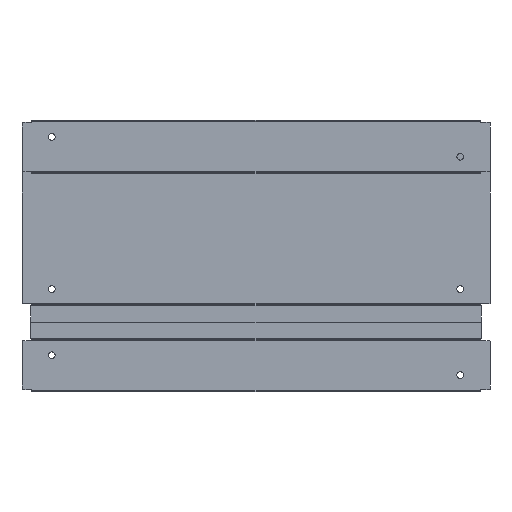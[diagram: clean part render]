
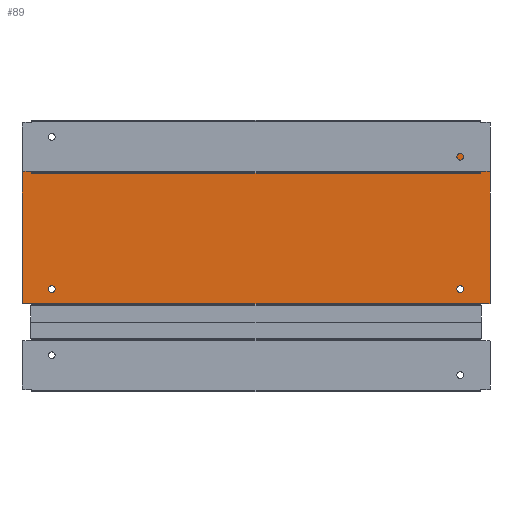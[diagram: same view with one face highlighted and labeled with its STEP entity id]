
A CAD part, front view. The second image highlights one B-rep face of the part: STEP entity #89.
In plain terms, the highlighted planar face has unit normal (0, -1, 0).
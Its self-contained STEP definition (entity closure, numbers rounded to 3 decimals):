
#89=ADVANCED_FACE('',(#213,#214,#215),#216,.F.);
#213=FACE_OUTER_BOUND('',#445,.T.);
#214=FACE_BOUND('',#446,.T.);
#215=FACE_BOUND('',#447,.T.);
#216=PLANE('',#448);
#445=EDGE_LOOP('',(#738,#739,#740,#741,#742,#743,#744,#745));
#446=EDGE_LOOP('',(#746,#747));
#447=EDGE_LOOP('',(#748,#749));
#448=AXIS2_PLACEMENT_3D('',#750,#751,#752);
#738=ORIENTED_EDGE('',*,*,#1536,.T.);
#739=ORIENTED_EDGE('',*,*,#1537,.F.);
#740=ORIENTED_EDGE('',*,*,#1526,.F.);
#741=ORIENTED_EDGE('',*,*,#1524,.T.);
#742=ORIENTED_EDGE('',*,*,#1522,.F.);
#743=ORIENTED_EDGE('',*,*,#1520,.F.);
#744=ORIENTED_EDGE('',*,*,#1518,.T.);
#745=ORIENTED_EDGE('',*,*,#1516,.F.);
#746=ORIENTED_EDGE('',*,*,#1538,.T.);
#747=ORIENTED_EDGE('',*,*,#1539,.T.);
#748=ORIENTED_EDGE('',*,*,#1540,.T.);
#749=ORIENTED_EDGE('',*,*,#1541,.T.);
#750=CARTESIAN_POINT('',(353.5,-1.5,-75.0));
#751=DIRECTION('',(0.0,1.0,0.0));
#752=DIRECTION('',(0.0,0.0,-1.0));
#1516=EDGE_CURVE('',#1787,#1789,#1790,.T.);
#1518=EDGE_CURVE('',#1792,#1789,#1793,.T.);
#1520=EDGE_CURVE('',#1792,#1795,#1796,.T.);
#1522=EDGE_CURVE('',#1795,#1798,#1799,.T.);
#1524=EDGE_CURVE('',#1801,#1798,#1802,.T.);
#1526=EDGE_CURVE('',#1801,#1804,#1805,.T.);
#1536=EDGE_CURVE('',#1787,#1817,#1820,.T.);
#1537=EDGE_CURVE('',#1804,#1817,#1821,.T.);
#1538=EDGE_CURVE('',#1822,#1823,#1824,.T.);
#1539=EDGE_CURVE('',#1823,#1822,#1825,.T.);
#1540=EDGE_CURVE('',#1826,#1827,#1828,.T.);
#1541=EDGE_CURVE('',#1827,#1826,#1829,.T.);
#1787=VERTEX_POINT('',#2215);
#1789=VERTEX_POINT('',#2218);
#1790=LINE('',#2219,#2220);
#1792=VERTEX_POINT('',#2223);
#1793=LINE('',#2224,#2225);
#1795=VERTEX_POINT('',#2228);
#1796=LINE('',#2229,#2230);
#1798=VERTEX_POINT('',#2233);
#1799=LINE('',#2234,#2235);
#1801=VERTEX_POINT('',#2238);
#1802=LINE('',#2239,#2240);
#1804=VERTEX_POINT('',#2243);
#1805=LINE('',#2244,#2245);
#1817=VERTEX_POINT('',#2261);
#1820=LINE('',#2265,#2266);
#1821=LINE('',#2267,#2268);
#1822=VERTEX_POINT('',#2269);
#1823=VERTEX_POINT('',#2270);
#1824=CIRCLE('',#2271,5.1);
#1825=CIRCLE('',#2272,5.1);
#1826=VERTEX_POINT('',#2273);
#1827=VERTEX_POINT('',#2274);
#1828=CIRCLE('',#2275,5.1);
#1829=CIRCLE('',#2276,5.1);
#2215=CARTESIAN_POINT('',(-338.5,-1.5,-72.0));
#2218=CARTESIAN_POINT('',(-353.5,-1.5,-72.0));
#2219=CARTESIAN_POINT('',(-338.5,-1.5,-72.0));
#2220=VECTOR('',#2824,15.0);
#2223=CARTESIAN_POINT('',(-353.5,-1.5,159.0));
#2224=CARTESIAN_POINT('',(-353.5,-1.5,159.0));
#2225=VECTOR('',#2826,231.0);
#2228=CARTESIAN_POINT('',(353.5,-1.5,159.0));
#2229=CARTESIAN_POINT('',(-353.5,-1.5,159.0));
#2230=VECTOR('',#2828,707.0);
#2233=CARTESIAN_POINT('',(353.5,-1.5,-72.0));
#2234=CARTESIAN_POINT('',(353.5,-1.5,159.0));
#2235=VECTOR('',#2830,231.0);
#2238=CARTESIAN_POINT('',(338.5,-1.5,-72.0));
#2239=CARTESIAN_POINT('',(338.5,-1.5,-72.0));
#2240=VECTOR('',#2832,15.0);
#2243=CARTESIAN_POINT('',(338.5,-1.5,-72.5));
#2244=CARTESIAN_POINT('',(338.5,-1.5,-72.0));
#2245=VECTOR('',#2834,0.5);
#2261=CARTESIAN_POINT('',(-338.5,-1.5,-72.5));
#2265=CARTESIAN_POINT('',(-338.5,-1.5,-72.0));
#2266=VECTOR('',#2852,0.5);
#2267=CARTESIAN_POINT('',(338.5,-1.5,-72.5));
#2268=VECTOR('',#2853,677.0);
#2269=CARTESIAN_POINT('',(-313.6,-1.5,-50.0));
#2270=CARTESIAN_POINT('',(-303.4,-1.5,-50.0));
#2271=AXIS2_PLACEMENT_3D('',#2854,#2855,#2856);
#2272=AXIS2_PLACEMENT_3D('',#2857,#2858,#2859);
#2273=CARTESIAN_POINT('',(303.4,-1.5,-50.0));
#2274=CARTESIAN_POINT('',(313.6,-1.5,-50.0));
#2275=AXIS2_PLACEMENT_3D('',#2860,#2861,#2862);
#2276=AXIS2_PLACEMENT_3D('',#2863,#2864,#2865);
#2824=DIRECTION('',(-1.0,0.0,0.0));
#2826=DIRECTION('',(0.0,0.0,-1.0));
#2828=DIRECTION('',(1.0,0.0,0.0));
#2830=DIRECTION('',(0.0,0.0,-1.0));
#2832=DIRECTION('',(1.0,0.0,0.0));
#2834=DIRECTION('',(0.0,0.0,-1.0));
#2852=DIRECTION('',(0.0,0.0,-1.0));
#2853=DIRECTION('',(-1.0,0.0,0.0));
#2854=CARTESIAN_POINT('',(-308.5,-1.5,-50.0));
#2855=DIRECTION('',(0.0,1.0,0.0));
#2856=DIRECTION('',(-1.0,0.0,0.0));
#2857=CARTESIAN_POINT('',(-308.5,-1.5,-50.0));
#2858=DIRECTION('',(-0.0,1.0,0.0));
#2859=DIRECTION('',(1.0,0.0,0.0));
#2860=CARTESIAN_POINT('',(308.5,-1.5,-50.0));
#2861=DIRECTION('',(0.0,1.0,0.0));
#2862=DIRECTION('',(-1.0,0.0,0.0));
#2863=CARTESIAN_POINT('',(308.5,-1.5,-50.0));
#2864=DIRECTION('',(-0.0,1.0,0.0));
#2865=DIRECTION('',(1.0,0.0,0.0));
